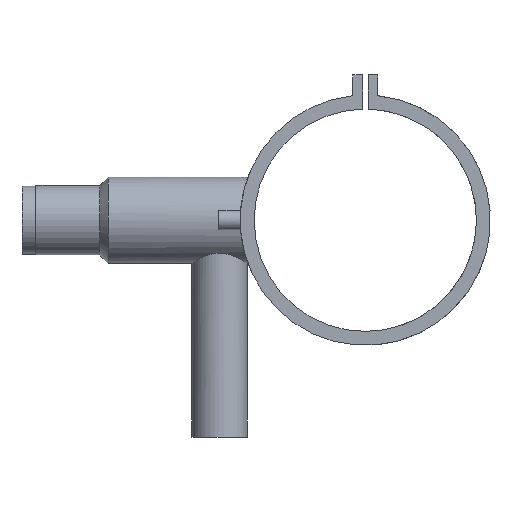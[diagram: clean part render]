
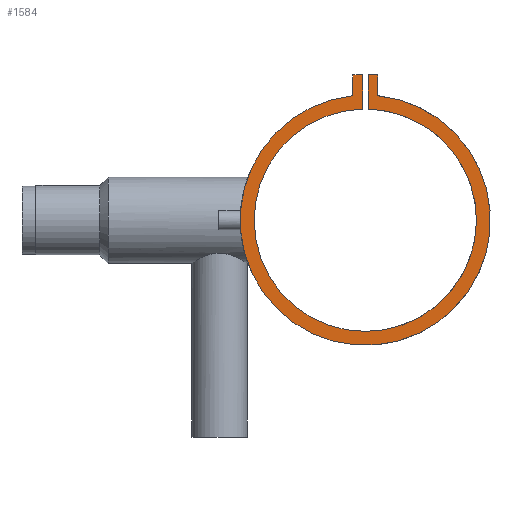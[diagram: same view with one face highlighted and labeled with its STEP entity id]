
A CAD part, left-side view. The second image highlights one B-rep face of the part: STEP entity #1584.
In plain terms, the highlighted planar face has unit normal (-1, 0, 0).
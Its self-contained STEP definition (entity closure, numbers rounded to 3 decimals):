
#16 = ORIENTED_EDGE ( 'NONE', *, *, #138, .F. ) ;
#49 = VECTOR ( 'NONE', #1769, 1000. ) ;
#118 = LINE ( 'NONE', #913, #2160 ) ;
#138 = EDGE_CURVE ( 'NONE', #2123, #1108, #118, .T. ) ;
#190 = LINE ( 'NONE', #987, #49 ) ;
#327 = LINE ( 'NONE', #1126, #1475 ) ;
#344 = DIRECTION ( 'NONE',  ( 0., -1., 0. ) ) ;
#405 = LINE ( 'NONE', #1204, #838 ) ;
#473 = EDGE_CURVE ( 'NONE', #1394, #2084, #1750, .T. ) ;
#524 = CARTESIAN_POINT ( 'NONE',  ( -69., 0., 0. ) ) ;
#552 = AXIS2_PLACEMENT_3D ( 'NONE', #2484, #720, #1520 ) ;
#573 = VERTEX_POINT ( 'NONE', #753 ) ;
#585 = CARTESIAN_POINT ( 'NONE',  ( -69., 0., 0. ) ) ;
#645 = EDGE_CURVE ( 'NONE', #1824, #2123, #1508, .T. ) ;
#695 = LINE ( 'NONE', #1497, #971 ) ;
#720 = DIRECTION ( 'NONE',  ( 1., 0., 0. ) ) ;
#753 = CARTESIAN_POINT ( 'NONE',  ( -69., -9., 104.549 ) ) ;
#807 = ORIENTED_EDGE ( 'NONE', *, *, #2195, .F. ) ;
#829 = EDGE_LOOP ( 'NONE', ( #2412, #1442, #2026, #16, #1789, #807, #2189, #1019 ) ) ;
#838 = VECTOR ( 'NONE', #1987, 1000. ) ;
#870 = EDGE_CURVE ( 'NONE', #1108, #573, #1338, .T. ) ;
#901 = CARTESIAN_POINT ( 'NONE',  ( -69., -2., 79.975 ) ) ;
#913 = CARTESIAN_POINT ( 'NONE',  ( -69., -2., 104.549 ) ) ;
#914 = FACE_OUTER_BOUND ( 'NONE', #829, .T. ) ;
#928 = CARTESIAN_POINT ( 'NONE',  ( -69., -2., 104.549 ) ) ;
#971 = VECTOR ( 'NONE', #2280, 1000. ) ;
#987 = CARTESIAN_POINT ( 'NONE',  ( -69., -9., 104.549 ) ) ;
#1019 = ORIENTED_EDGE ( 'NONE', *, *, #1157, .F. ) ;
#1108 = VERTEX_POINT ( 'NONE', #928 ) ;
#1126 = CARTESIAN_POINT ( 'NONE',  ( -69., 2., 104.549 ) ) ;
#1157 = EDGE_CURVE ( 'NONE', #2084, #1676, #695, .T. ) ;
#1204 = CARTESIAN_POINT ( 'NONE',  ( -69., 9., 104.549 ) ) ;
#1232 = VERTEX_POINT ( 'NONE', #1931 ) ;
#1233 = CARTESIAN_POINT ( 'NONE',  ( -69., -9., 89.549 ) ) ;
#1264 = VECTOR ( 'NONE', #344, 1000. ) ;
#1317 = EDGE_CURVE ( 'NONE', #1676, #1232, #405, .T. ) ;
#1319 = DIRECTION ( 'NONE',  ( 1., 0., 0. ) ) ;
#1338 = LINE ( 'NONE', #2118, #1264 ) ;
#1380 = DIRECTION ( 'NONE',  ( -1., 0., 0. ) ) ;
#1394 = VERTEX_POINT ( 'NONE', #1233 ) ;
#1442 = ORIENTED_EDGE ( 'NONE', *, *, #2020, .F. ) ;
#1454 = CARTESIAN_POINT ( 'NONE',  ( -69., 9., 89.549 ) ) ;
#1472 = AXIS2_PLACEMENT_3D ( 'NONE', #585, #1380, #2166 ) ;
#1475 = VECTOR ( 'NONE', #1911, 1000. ) ;
#1497 = CARTESIAN_POINT ( 'NONE',  ( -69., 9., 104.549 ) ) ;
#1508 = CIRCLE ( 'NONE', #1472, 80. ) ;
#1520 = DIRECTION ( 'NONE',  ( 0., 0., -1. ) ) ;
#1584 = ADVANCED_FACE ( 'NONE', ( #914 ), #1708, .F. ) ;
#1676 = VERTEX_POINT ( 'NONE', #1830 ) ;
#1707 = DIRECTION ( 'NONE',  ( 0., 0., 1. ) ) ;
#1708 = PLANE ( 'NONE',  #552 ) ;
#1712 = AXIS2_PLACEMENT_3D ( 'NONE', #524, #1319, #2099 ) ;
#1750 = CIRCLE ( 'NONE', #1712, 90. ) ;
#1769 = DIRECTION ( 'NONE',  ( 0., 0., -1. ) ) ;
#1789 = ORIENTED_EDGE ( 'NONE', *, *, #645, .F. ) ;
#1824 = VERTEX_POINT ( 'NONE', #2079 ) ;
#1830 = CARTESIAN_POINT ( 'NONE',  ( -69., 9., 104.549 ) ) ;
#1911 = DIRECTION ( 'NONE',  ( 0., 0., -1. ) ) ;
#1931 = CARTESIAN_POINT ( 'NONE',  ( -69., 2., 104.549 ) ) ;
#1987 = DIRECTION ( 'NONE',  ( 0., -1., 0. ) ) ;
#2020 = EDGE_CURVE ( 'NONE', #573, #1394, #190, .T. ) ;
#2026 = ORIENTED_EDGE ( 'NONE', *, *, #870, .F. ) ;
#2079 = CARTESIAN_POINT ( 'NONE',  ( -69., 2., 79.975 ) ) ;
#2084 = VERTEX_POINT ( 'NONE', #1454 ) ;
#2099 = DIRECTION ( 'NONE',  ( 0., 0., -1. ) ) ;
#2118 = CARTESIAN_POINT ( 'NONE',  ( -69., -2., 104.549 ) ) ;
#2123 = VERTEX_POINT ( 'NONE', #901 ) ;
#2160 = VECTOR ( 'NONE', #1707, 1000. ) ;
#2166 = DIRECTION ( 'NONE',  ( 0., 0., -1. ) ) ;
#2189 = ORIENTED_EDGE ( 'NONE', *, *, #1317, .F. ) ;
#2195 = EDGE_CURVE ( 'NONE', #1232, #1824, #327, .T. ) ;
#2280 = DIRECTION ( 'NONE',  ( 0., 0., 1. ) ) ;
#2412 = ORIENTED_EDGE ( 'NONE', *, *, #473, .F. ) ;
#2484 = CARTESIAN_POINT ( 'NONE',  ( -69., 0., 0. ) ) ;
